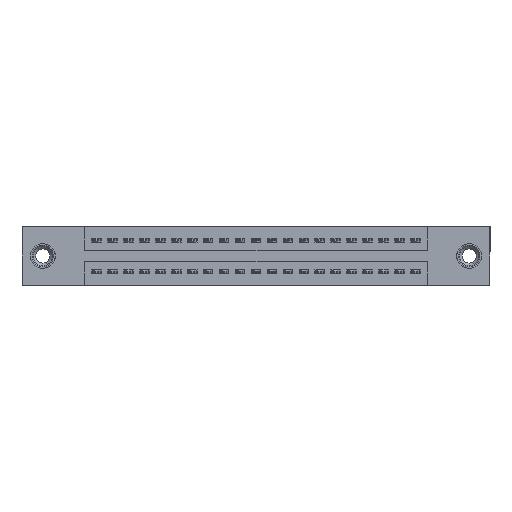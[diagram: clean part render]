
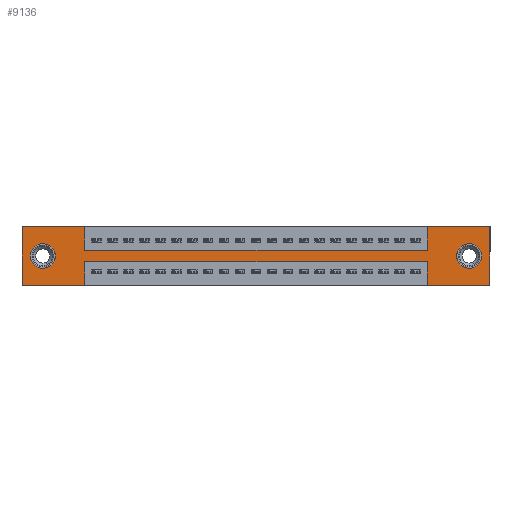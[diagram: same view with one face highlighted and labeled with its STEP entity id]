
A CAD part, front view. The second image highlights one B-rep face of the part: STEP entity #9136.
In plain terms, the highlighted planar face has unit normal (0, -1, 0).
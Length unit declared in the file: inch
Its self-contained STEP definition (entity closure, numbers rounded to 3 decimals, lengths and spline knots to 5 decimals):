
#104 = ORIENTED_EDGE ( 'NONE', *, *, #17251, .F. ) ;
#162 = ORIENTED_EDGE ( 'NONE', *, *, #6383, .T. ) ;
#218 = DIRECTION ( 'NONE',  ( -1., 0., 0. ) ) ;
#327 = ORIENTED_EDGE ( 'NONE', *, *, #8360, .F. ) ;
#373 = CARTESIAN_POINT ( 'NONE',  ( 0.3925, 0., 0. ) ) ;
#458 = ORIENTED_EDGE ( 'NONE', *, *, #20614, .T. ) ;
#567 = FACE_BOUND ( 'NONE', #8820, .T. ) ;
#844 = CARTESIAN_POINT ( 'NONE',  ( 0.3925, 0., -0.15 ) ) ;
#1021 = DIRECTION ( 'NONE',  ( 0., 0., 1. ) ) ;
#1141 = EDGE_LOOP ( 'NONE', ( #14880, #327, #7327, #5664, #9216, #12631, #12540, #104, #19161, #8923, #10923, #6813 ) ) ;
#1846 = EDGE_CURVE ( 'NONE', #8447, #7414, #13290, .T. ) ;
#2514 = CARTESIAN_POINT ( 'NONE',  ( 0.3925, 0., 0. ) ) ;
#2688 = CARTESIAN_POINT ( 'NONE',  ( 0., 0., 0. ) ) ;
#3252 = CIRCLE ( 'NONE', #14073, 0.078 ) ;
#3489 = AXIS2_PLACEMENT_3D ( 'NONE', #16625, #6719, #18295 ) ;
#4219 = VECTOR ( 'NONE', #9852, 39.37008 ) ;
#4536 = EDGE_CURVE ( 'NONE', #10267, #9507, #15484, .T. ) ;
#4784 = VERTEX_POINT ( 'NONE', #9195 ) ;
#4844 = CARTESIAN_POINT ( 'NONE',  ( 0.13, 0., -0.263 ) ) ;
#4869 = CARTESIAN_POINT ( 'NONE',  ( 2.935, 0., -0.37 ) ) ;
#4890 = DIRECTION ( 'NONE',  ( 1., 0., 0. ) ) ;
#5100 = VERTEX_POINT ( 'NONE', #4869 ) ;
#5260 = DIRECTION ( 'NONE',  ( 0., 1., 0. ) ) ;
#5337 = CARTESIAN_POINT ( 'NONE',  ( 2.5425, 0., 0. ) ) ;
#5664 = ORIENTED_EDGE ( 'NONE', *, *, #16147, .F. ) ;
#5831 = VERTEX_POINT ( 'NONE', #4844 ) ;
#6272 = VECTOR ( 'NONE', #17748, 39.37008 ) ;
#6311 = AXIS2_PLACEMENT_3D ( 'NONE', #9205, #20717, #10876 ) ;
#6383 = EDGE_CURVE ( 'NONE', #9507, #10267, #20882, .T. ) ;
#6532 = VERTEX_POINT ( 'NONE', #5337 ) ;
#6608 = VERTEX_POINT ( 'NONE', #17053 ) ;
#6719 = DIRECTION ( 'NONE',  ( 0., 1., 0. ) ) ;
#6813 = ORIENTED_EDGE ( 'NONE', *, *, #9357, .F. ) ;
#6821 = CARTESIAN_POINT ( 'NONE',  ( 2.935, 0., 0. ) ) ;
#6840 = VECTOR ( 'NONE', #8838, 39.37008 ) ;
#7267 = CARTESIAN_POINT ( 'NONE',  ( 0., 0., -0.37 ) ) ;
#7327 = ORIENTED_EDGE ( 'NONE', *, *, #9645, .F. ) ;
#7414 = VERTEX_POINT ( 'NONE', #844 ) ;
#7497 = VECTOR ( 'NONE', #19043, 39.37008 ) ;
#8182 = CARTESIAN_POINT ( 'NONE',  ( 2.935, 0., 0. ) ) ;
#8360 = EDGE_CURVE ( 'NONE', #17894, #12383, #18248, .T. ) ;
#8447 = VERTEX_POINT ( 'NONE', #373 ) ;
#8677 = LINE ( 'NONE', #11386, #21288 ) ;
#8820 = EDGE_LOOP ( 'NONE', ( #458, #16513 ) ) ;
#8838 = DIRECTION ( 'NONE',  ( 0., 0., 1. ) ) ;
#8923 = ORIENTED_EDGE ( 'NONE', *, *, #12387, .F. ) ;
#8929 = DIRECTION ( 'NONE',  ( 0., 0., -1. ) ) ;
#8933 = CARTESIAN_POINT ( 'NONE',  ( 2.5425, 0., -0.22 ) ) ;
#9136 = ADVANCED_FACE ( 'NONE', ( #17215, #567, #13343 ), #17149, .T. ) ;
#9195 = CARTESIAN_POINT ( 'NONE',  ( 0.3925, 0., -0.37 ) ) ;
#9205 = CARTESIAN_POINT ( 'NONE',  ( 0.13, 0., -0.185 ) ) ;
#9216 = ORIENTED_EDGE ( 'NONE', *, *, #12372, .F. ) ;
#9357 = EDGE_CURVE ( 'NONE', #4784, #13472, #8677, .T. ) ;
#9477 = VECTOR ( 'NONE', #218, 39.37008 ) ;
#9507 = VERTEX_POINT ( 'NONE', #11729 ) ;
#9645 = EDGE_CURVE ( 'NONE', #14822, #17894, #20000, .T. ) ;
#9852 = DIRECTION ( 'NONE',  ( 0., 0., -1. ) ) ;
#10063 = DIRECTION ( 'NONE',  ( 1., 0., 0. ) ) ;
#10264 = CARTESIAN_POINT ( 'NONE',  ( 2.805, 0., -0.107 ) ) ;
#10267 = VERTEX_POINT ( 'NONE', #10264 ) ;
#10466 = AXIS2_PLACEMENT_3D ( 'NONE', #15178, #5260, #16840 ) ;
#10484 = CARTESIAN_POINT ( 'NONE',  ( 0., 0., -0.37 ) ) ;
#10516 = CARTESIAN_POINT ( 'NONE',  ( 2.5425, 0., -0.37 ) ) ;
#10596 = EDGE_CURVE ( 'NONE', #6532, #14035, #20476, .T. ) ;
#10876 = DIRECTION ( 'NONE',  ( 0., 0., 1. ) ) ;
#10923 = ORIENTED_EDGE ( 'NONE', *, *, #11460, .F. ) ;
#11004 = DIRECTION ( 'NONE',  ( 0., 1., 0. ) ) ;
#11121 = EDGE_LOOP ( 'NONE', ( #19744, #162 ) ) ;
#11221 = VECTOR ( 'NONE', #10063, 39.37008 ) ;
#11386 = CARTESIAN_POINT ( 'NONE',  ( 0., 0., -0.37 ) ) ;
#11460 = EDGE_CURVE ( 'NONE', #13472, #13558, #17492, .T. ) ;
#11615 = CIRCLE ( 'NONE', #6311, 0.078 ) ;
#11729 = CARTESIAN_POINT ( 'NONE',  ( 2.805, 0., -0.263 ) ) ;
#12266 = VECTOR ( 'NONE', #17258, 39.37008 ) ;
#12301 = CARTESIAN_POINT ( 'NONE',  ( 0.3925, 0., -0.15 ) ) ;
#12372 = EDGE_CURVE ( 'NONE', #14035, #5100, #16905, .T. ) ;
#12383 = VERTEX_POINT ( 'NONE', #13171 ) ;
#12387 = EDGE_CURVE ( 'NONE', #13558, #8447, #17444, .T. ) ;
#12524 = VERTEX_POINT ( 'NONE', #13529 ) ;
#12540 = ORIENTED_EDGE ( 'NONE', *, *, #15573, .F. ) ;
#12631 = ORIENTED_EDGE ( 'NONE', *, *, #10596, .F. ) ;
#12659 = DIRECTION ( 'NONE',  ( 0., 0., 1. ) ) ;
#12738 = DIRECTION ( 'NONE',  ( 0., 0., 1. ) ) ;
#12786 = LINE ( 'NONE', #12301, #12266 ) ;
#13171 = CARTESIAN_POINT ( 'NONE',  ( 0.3925, 0., -0.22 ) ) ;
#13290 = LINE ( 'NONE', #2514, #17678 ) ;
#13343 = FACE_OUTER_BOUND ( 'NONE', #1141, .T. ) ;
#13472 = VERTEX_POINT ( 'NONE', #10484 ) ;
#13529 = CARTESIAN_POINT ( 'NONE',  ( 2.5425, 0., -0.15 ) ) ;
#13558 = VERTEX_POINT ( 'NONE', #14025 ) ;
#13755 = EDGE_CURVE ( 'NONE', #12383, #4784, #15074, .T. ) ;
#14025 = CARTESIAN_POINT ( 'NONE',  ( 0., 0., 0. ) ) ;
#14035 = VERTEX_POINT ( 'NONE', #6821 ) ;
#14072 = CARTESIAN_POINT ( 'NONE',  ( 0., 0., -0.37 ) ) ;
#14073 = AXIS2_PLACEMENT_3D ( 'NONE', #20847, #11004, #1021 ) ;
#14473 = VECTOR ( 'NONE', #12738, 39.37008 ) ;
#14822 = VERTEX_POINT ( 'NONE', #20719 ) ;
#14880 = ORIENTED_EDGE ( 'NONE', *, *, #13755, .F. ) ;
#14990 = LINE ( 'NONE', #20898, #14473 ) ;
#15074 = LINE ( 'NONE', #19394, #6272 ) ;
#15178 = CARTESIAN_POINT ( 'NONE',  ( 2.805, 0., -0.185 ) ) ;
#15484 = CIRCLE ( 'NONE', #10466, 0.078 ) ;
#15573 = EDGE_CURVE ( 'NONE', #12524, #6532, #14990, .T. ) ;
#15771 = AXIS2_PLACEMENT_3D ( 'NONE', #7267, #18817, #8929 ) ;
#16147 = EDGE_CURVE ( 'NONE', #5100, #14822, #16263, .T. ) ;
#16263 = LINE ( 'NONE', #14072, #7497 ) ;
#16513 = ORIENTED_EDGE ( 'NONE', *, *, #16802, .T. ) ;
#16610 = CARTESIAN_POINT ( 'NONE',  ( 0., 0., 0. ) ) ;
#16625 = CARTESIAN_POINT ( 'NONE',  ( 2.805, 0., -0.185 ) ) ;
#16802 = EDGE_CURVE ( 'NONE', #5831, #6608, #3252, .T. ) ;
#16840 = DIRECTION ( 'NONE',  ( 0., 0., -1. ) ) ;
#16905 = LINE ( 'NONE', #8182, #4219 ) ;
#17053 = CARTESIAN_POINT ( 'NONE',  ( 0.13, 0., -0.107 ) ) ;
#17149 = PLANE ( 'NONE',  #15771 ) ;
#17215 = FACE_BOUND ( 'NONE', #11121, .T. ) ;
#17251 = EDGE_CURVE ( 'NONE', #7414, #12524, #12786, .T. ) ;
#17258 = DIRECTION ( 'NONE',  ( 1., 0., 0. ) ) ;
#17444 = LINE ( 'NONE', #21349, #20762 ) ;
#17492 = LINE ( 'NONE', #2688, #21307 ) ;
#17678 = VECTOR ( 'NONE', #20657, 39.37008 ) ;
#17748 = DIRECTION ( 'NONE',  ( 0., 0., -1. ) ) ;
#17894 = VERTEX_POINT ( 'NONE', #8933 ) ;
#18248 = LINE ( 'NONE', #20116, #9477 ) ;
#18295 = DIRECTION ( 'NONE',  ( 0., 0., -1. ) ) ;
#18817 = DIRECTION ( 'NONE',  ( 0., -1., 0. ) ) ;
#19043 = DIRECTION ( 'NONE',  ( -1., 0., 0. ) ) ;
#19161 = ORIENTED_EDGE ( 'NONE', *, *, #1846, .F. ) ;
#19394 = CARTESIAN_POINT ( 'NONE',  ( 0.3925, 0., -0.37 ) ) ;
#19744 = ORIENTED_EDGE ( 'NONE', *, *, #4536, .T. ) ;
#20000 = LINE ( 'NONE', #10516, #6840 ) ;
#20116 = CARTESIAN_POINT ( 'NONE',  ( 0.3925, 0., -0.22 ) ) ;
#20476 = LINE ( 'NONE', #16610, #11221 ) ;
#20614 = EDGE_CURVE ( 'NONE', #6608, #5831, #11615, .T. ) ;
#20657 = DIRECTION ( 'NONE',  ( 0., 0., -1. ) ) ;
#20717 = DIRECTION ( 'NONE',  ( 0., 1., 0. ) ) ;
#20719 = CARTESIAN_POINT ( 'NONE',  ( 2.5425, 0., -0.37 ) ) ;
#20762 = VECTOR ( 'NONE', #4890, 39.37008 ) ;
#20847 = CARTESIAN_POINT ( 'NONE',  ( 0.13, 0., -0.185 ) ) ;
#20882 = CIRCLE ( 'NONE', #3489, 0.078 ) ;
#20898 = CARTESIAN_POINT ( 'NONE',  ( 2.5425, 0., 0. ) ) ;
#21218 = DIRECTION ( 'NONE',  ( -1., 0., 0. ) ) ;
#21288 = VECTOR ( 'NONE', #21218, 39.37008 ) ;
#21307 = VECTOR ( 'NONE', #12659, 39.37008 ) ;
#21349 = CARTESIAN_POINT ( 'NONE',  ( 0., 0., 0. ) ) ;
